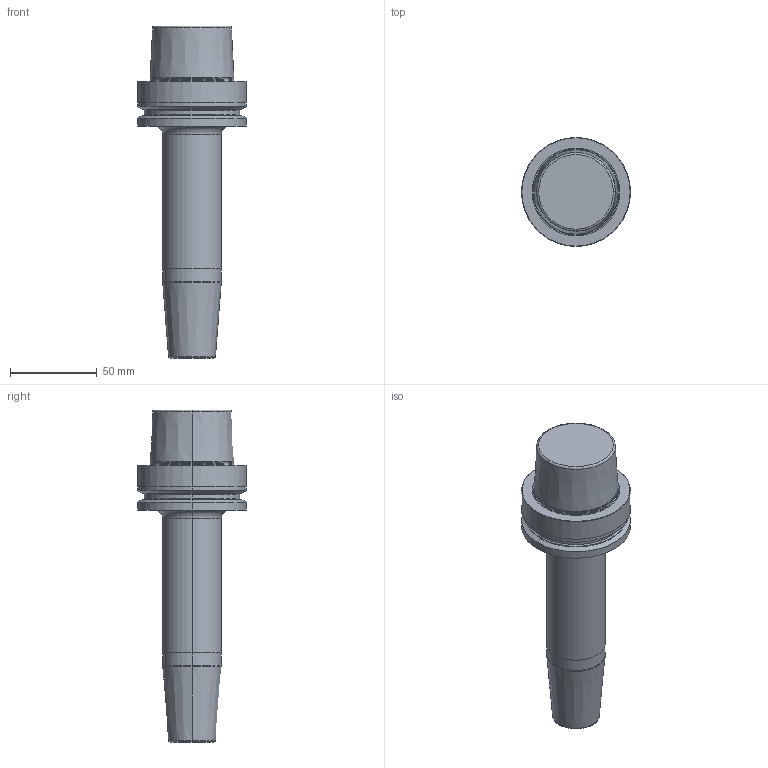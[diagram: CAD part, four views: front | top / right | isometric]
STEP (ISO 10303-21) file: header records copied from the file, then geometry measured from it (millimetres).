
FILE_DESCRIPTION((''),'2;1');
FILE_NAME('606763701-000-00-E43','2016-11-22T',('Korna'),(''),'PRO/ENGINEER BY PARAMETRIC TECHNOLOGY CORPORATION, 2011220','PRO/ENGINEER BY PARAMETRIC TECHNOLOGY CORPORATION, 2011220','');
FILE_SCHEMA(('AUTOMOTIVE_DESIGN_CC2 { 1 2 10303 214 -1 1 5 2 }'));
Length unit declared in the file: millimetre
Products named in the file (1): 606763701-000-00-E43
Bounding box: 63 x 63 x 191.9 mm (x, y, z)
Volume: 239290.6 mm3; surface area: 32119.6 mm2
Topology: 1 solids, 1 shells, 69 faces, 326 edges, 347 vertices
Faces by surface type: cone 22, cylinder 20, torus 20, plane 7
Entity records: 4062 total; most frequent: CARTESIAN_POINT 790, DIRECTION 529, PRESENTATION_STYLE_ASSIGNMENT 334, STYLED_ITEM 334, CURVE_STYLE 331, ORIENTED_EDGE 272, AXIS2_PLACEMENT_3D 195, VECTOR 139
